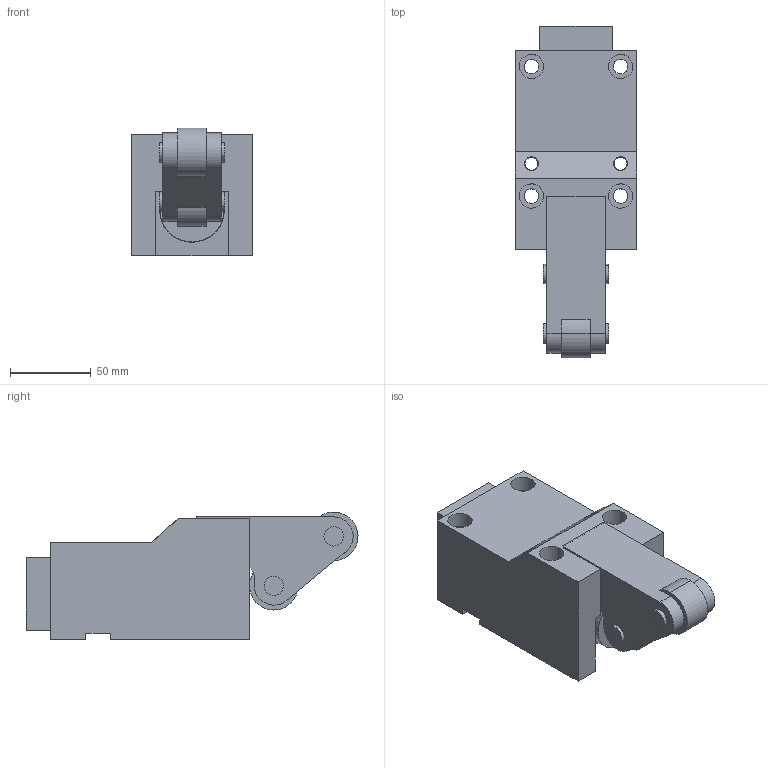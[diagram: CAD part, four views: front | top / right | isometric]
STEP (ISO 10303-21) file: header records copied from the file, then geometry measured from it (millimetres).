
FILE_DESCRIPTION(('CATIA V5 STEP Exchange'),'2;1');
FILE_NAME('CPUS-03000-20-45.stp','2014-09-30T15:43:23+00:00',('none'),('none'),'CATIA Version 5 Release 20 GA (IN-10)','CATIA V5 STEP AP203','none');
FILE_SCHEMA(('CONFIG_CONTROL_DESIGN'));
Length unit declared in the file: millimetre
Products named in the file (1): CPUS-03000-20-45
Bounding box: 75 x 205 x 79 mm (x, y, z)
Volume: 672874.8 mm3; surface area: 113199 mm2
Topology: 3 solids, 3 shells, 138 faces, 341 edges, 226 vertices
Faces by surface type: cylinder 70, plane 64, torus 4
Entity records: 3890 total; most frequent: CARTESIAN_POINT 745, ORIENTED_EDGE 682, DIRECTION 509, EDGE_CURVE 341, AXIS2_PLACEMENT_3D 236, VERTEX_POINT 226, VECTOR 187, LINE 187
